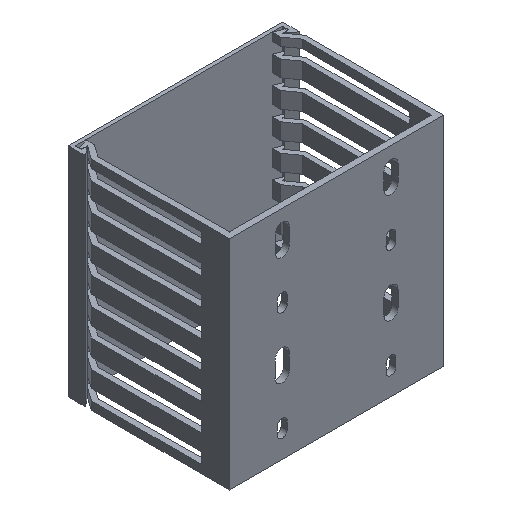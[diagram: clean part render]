
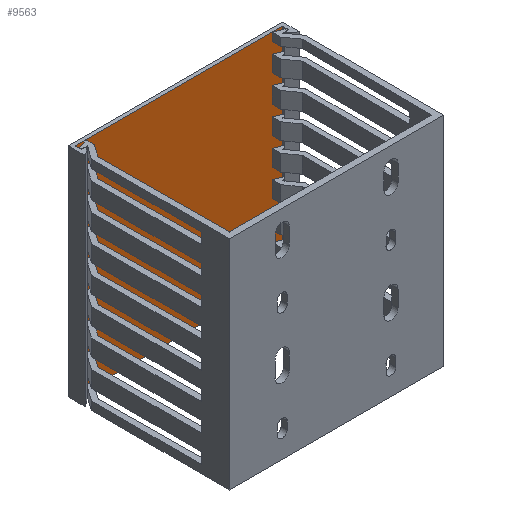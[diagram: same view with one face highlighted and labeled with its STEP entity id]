
A CAD part, isometric view. The second image highlights one B-rep face of the part: STEP entity #9563.
In plain terms, the highlighted planar face has unit normal (0, -1, 0).
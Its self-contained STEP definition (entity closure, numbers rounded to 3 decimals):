
#9331=DIRECTION('',(1.,0.,0.));
#9332=VECTOR('',#9331,95.3);
#9333=CARTESIAN_POINT('',(-47.65,-1.6,100.));
#9334=LINE('',#9333,#9332);
#9335=DIRECTION('',(-1.,0.,0.));
#9336=VECTOR('',#9335,95.3);
#9337=CARTESIAN_POINT('',(47.65,-1.6,0.));
#9338=LINE('',#9337,#9336);
#9339=DIRECTION('',(0.,0.,1.));
#9340=VECTOR('',#9339,100.);
#9341=CARTESIAN_POINT('',(-47.65,-1.6,0.));
#9342=LINE('',#9341,#9340);
#9351=DIRECTION('',(0.,0.,1.));
#9352=VECTOR('',#9351,100.);
#9353=CARTESIAN_POINT('',(47.65,-1.6,0.));
#9354=LINE('',#9353,#9352);
#9371=CARTESIAN_POINT('',(-47.65,-1.6,0.));
#9372=CARTESIAN_POINT('',(-47.65,-1.6,100.));
#9373=VERTEX_POINT('',#9371);
#9374=VERTEX_POINT('',#9372);
#9375=CARTESIAN_POINT('',(47.65,-1.6,0.));
#9376=CARTESIAN_POINT('',(47.65,-1.6,100.));
#9377=VERTEX_POINT('',#9375);
#9378=VERTEX_POINT('',#9376);
#9551=CARTESIAN_POINT('',(-47.65,-1.6,0.));
#9552=DIRECTION('',(0.,-1.,0.));
#9553=DIRECTION('',(1.,0.,0.));
#9554=AXIS2_PLACEMENT_3D('',#9551,#9552,#9553);
#9555=PLANE('',#9554);
#9556=ORIENTED_EDGE('',*,*,#9458,.T.);
#9558=ORIENTED_EDGE('',*,*,#9557,.F.);
#9559=ORIENTED_EDGE('',*,*,#9422,.T.);
#9560=ORIENTED_EDGE('',*,*,#9546,.T.);
#9561=EDGE_LOOP('',(#9556,#9558,#9559,#9560));
#9562=FACE_OUTER_BOUND('',#9561,.F.);
#9422=EDGE_CURVE('',#9377,#9373,#9338,.T.);
#9458=EDGE_CURVE('',#9374,#9378,#9334,.T.);
#9546=EDGE_CURVE('',#9373,#9374,#9342,.T.);
#9557=EDGE_CURVE('',#9377,#9378,#9354,.T.);
#9563=ADVANCED_FACE('',(#9562),#9555,.T.);
